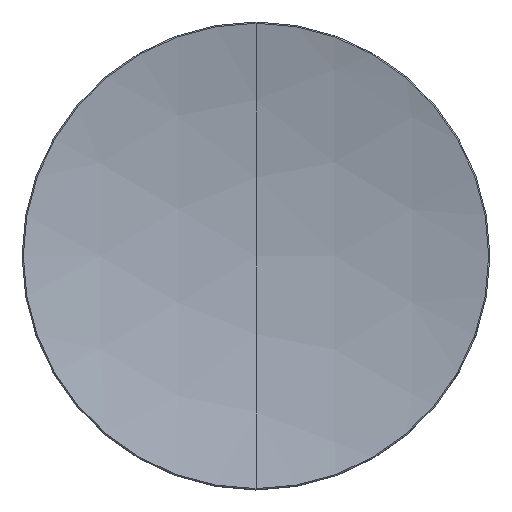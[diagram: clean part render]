
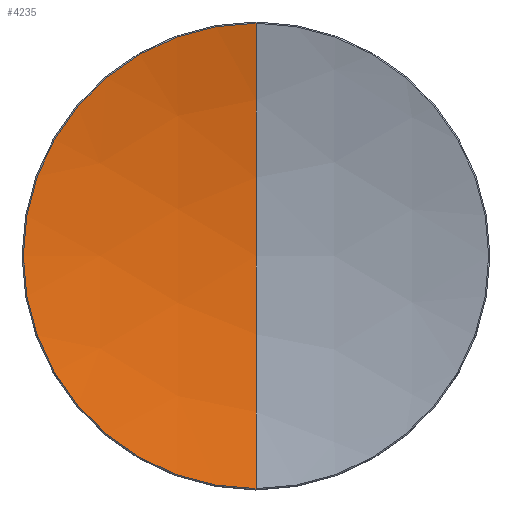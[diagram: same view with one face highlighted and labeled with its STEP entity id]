
A CAD part, top view. The second image highlights one B-rep face of the part: STEP entity #4235.
In plain terms, the highlighted spherical face has radius 150 mm.
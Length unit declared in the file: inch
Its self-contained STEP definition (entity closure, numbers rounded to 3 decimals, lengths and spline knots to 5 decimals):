
#4169 = EDGE_CURVE ( 'NONE', #4231, #4236, #10350, .T. ) ;
#4213 = EDGE_LOOP ( 'NONE', ( #4214, #4216, #4232, #4241 ) ) ;
#4214 = ORIENTED_EDGE ( 'NONE', *, *, #4237, .T. ) ;
#4216 = ORIENTED_EDGE ( 'NONE', *, *, #4226, .T. ) ;
#4220 = VERTEX_POINT ( 'NONE', #10626 ) ;
#4226 = EDGE_CURVE ( 'NONE', #4220, #4231, #10603, .T. ) ;
#4231 = VERTEX_POINT ( 'NONE', #10683 ) ;
#4232 = ORIENTED_EDGE ( 'NONE', *, *, #4169, .T. ) ;
#4235 = ADVANCED_FACE ( 'NONE', ( #10686 ), #10645, .F. ) ;
#4236 = VERTEX_POINT ( 'NONE', #10690 ) ;
#4237 = EDGE_CURVE ( 'NONE', #4334, #4220, #10675, .T. ) ;
#4241 = ORIENTED_EDGE ( 'NONE', *, *, #4311, .F. ) ;
#4311 = EDGE_CURVE ( 'NONE', #4334, #4236, #11037, .T. ) ;
#4334 = VERTEX_POINT ( 'NONE', #11070 ) ;
#10350 = CIRCLE ( 'NONE', #10387, 5.90551 ) ;
#10364 = CARTESIAN_POINT ( 'NONE',  ( 0., 0., 6.14173 ) ) ;
#10385 = DIRECTION ( 'NONE',  ( 0., 1., 0. ) ) ;
#10386 = DIRECTION ( 'NONE',  ( 1., 0., 0. ) ) ;
#10387 = AXIS2_PLACEMENT_3D ( 'NONE', #10364, #10386, #10385 ) ;
#10594 = CARTESIAN_POINT ( 'NONE',  ( 0., 0., 0.42178 ) ) ;
#10603 = CIRCLE ( 'NONE', #10661, 1.46875 ) ;
#10626 = CARTESIAN_POINT ( 'NONE',  ( -1.46875, 0., 0.42178 ) ) ;
#10645 = SPHERICAL_SURFACE ( 'NONE', #10651, 5.90551 ) ;
#10651 = AXIS2_PLACEMENT_3D ( 'NONE', #10709, #10708, #10706 ) ;
#10659 = DIRECTION ( 'NONE',  ( 1., 0., 0. ) ) ;
#10660 = DIRECTION ( 'NONE',  ( 0., 0., 1. ) ) ;
#10661 = AXIS2_PLACEMENT_3D ( 'NONE', #10594, #10660, #10659 ) ;
#10675 = CIRCLE ( 'NONE', #10679, 1.46875 ) ;
#10679 = AXIS2_PLACEMENT_3D ( 'NONE', #10703, #10702, #10701 ) ;
#10683 = CARTESIAN_POINT ( 'NONE',  ( 0., -1.46875, 0.42178 ) ) ;
#10686 = FACE_OUTER_BOUND ( 'NONE', #4213, .T. ) ;
#10690 = CARTESIAN_POINT ( 'NONE',  ( 0., 0., 0.23622 ) ) ;
#10701 = DIRECTION ( 'NONE',  ( 1., 0., 0. ) ) ;
#10702 = DIRECTION ( 'NONE',  ( 0., 0., 1. ) ) ;
#10703 = CARTESIAN_POINT ( 'NONE',  ( 0., 0., 0.42178 ) ) ;
#10706 = DIRECTION ( 'NONE',  ( 0., 1., 0. ) ) ;
#10708 = DIRECTION ( 'NONE',  ( 1., 0., 0. ) ) ;
#10709 = CARTESIAN_POINT ( 'NONE',  ( 0., 0., 6.14173 ) ) ;
#10943 = AXIS2_PLACEMENT_3D ( 'NONE', #11007, #11006, #11005 ) ;
#11005 = DIRECTION ( 'NONE',  ( 0., 0., 1. ) ) ;
#11006 = DIRECTION ( 'NONE',  ( -1., 0., 0. ) ) ;
#11007 = CARTESIAN_POINT ( 'NONE',  ( 0., 0., 6.14173 ) ) ;
#11037 = CIRCLE ( 'NONE', #10943, 5.90551 ) ;
#11070 = CARTESIAN_POINT ( 'NONE',  ( 0., 1.46875, 0.42178 ) ) ;
